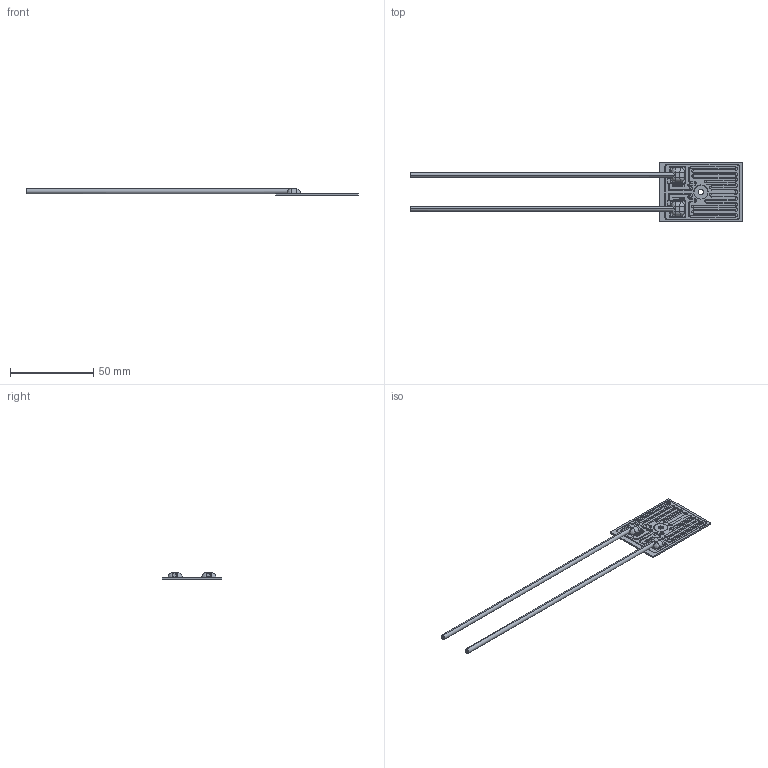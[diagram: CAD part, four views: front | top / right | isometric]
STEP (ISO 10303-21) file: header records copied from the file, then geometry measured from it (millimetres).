
FILE_DESCRIPTION (( 'STEP AP203' ), '1' );
FILE_NAME ('WDBR1-XXXRKLW.STEP', '2015-12-22T15:02:21', ( '' ), ( '' ), 'SwSTEP 2.0', 'SolidWorks 2015', '' );
FILE_SCHEMA (( 'CONFIG_CONTROL_DESIGN' ));
Length unit declared in the file: millimetre
Products named in the file (1): WDBR1-XXXRKLW
Bounding box: 199.3 x 35.85 x 3.9 mm (x, y, z)
Volume: 3956.1 mm3; surface area: 9329.5 mm2
Topology: 4 solids, 4 shells, 568 faces, 1581 edges, 1033 vertices
Faces by surface type: plane 281, cylinder 187, bspline 100
Entity records: 22469 total; most frequent: CARTESIAN_POINT 8227, ORIENTED_EDGE 3146, DIRECTION 2688, EDGE_CURVE 1573, VERTEX_POINT 1033, VECTOR 988, LINE 988, AXIS2_PLACEMENT_3D 850
